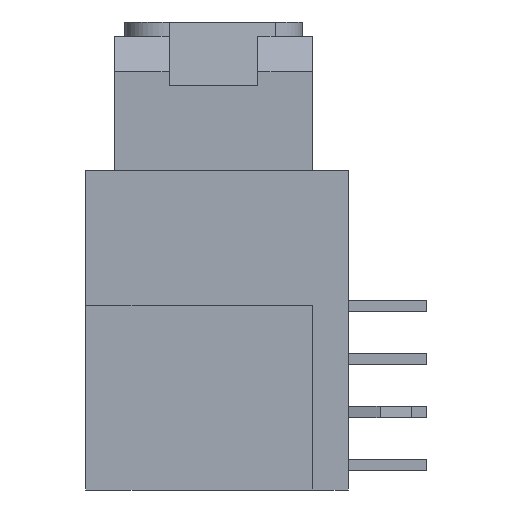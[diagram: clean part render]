
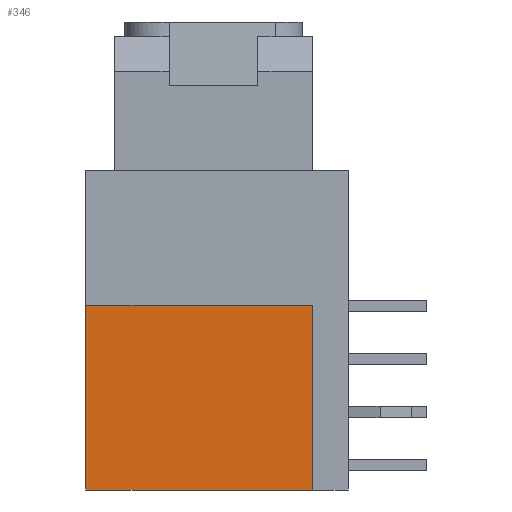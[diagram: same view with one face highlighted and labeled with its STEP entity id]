
A CAD part, left-side view. The second image highlights one B-rep face of the part: STEP entity #346.
In plain terms, the highlighted planar face has unit normal (-1, 0, 0).
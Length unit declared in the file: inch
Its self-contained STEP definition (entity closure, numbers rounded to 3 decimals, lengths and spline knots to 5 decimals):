
#346=ADVANCED_FACE('',(#899),#624,.T.);
#624=PLANE('',#5158);
#899=FACE_OUTER_BOUND('',#1210,.T.);
#1210=EDGE_LOOP('',(#2332,#2333,#2334,#2335));
#2332=ORIENTED_EDGE('',*,*,#3980,.F.);
#2333=ORIENTED_EDGE('',*,*,#3981,.F.);
#2334=ORIENTED_EDGE('',*,*,#3982,.F.);
#2335=ORIENTED_EDGE('',*,*,#3983,.T.);
#3300=VERTEX_POINT('',#8702);
#3301=VERTEX_POINT('',#8703);
#3302=VERTEX_POINT('',#8708);
#3303=VERTEX_POINT('',#8713);
#3980=EDGE_CURVE('',#3300,#3301,#4760,.T.);
#3981=EDGE_CURVE('',#3302,#3300,#4761,.T.);
#3982=EDGE_CURVE('',#3303,#3302,#4762,.T.);
#3983=EDGE_CURVE('',#3303,#3301,#4763,.T.);
#4760=B_SPLINE_CURVE_WITH_KNOTS('',3,(#8698,#8699,#8700,#8701),.UNSPECIFIED.,
.F.,.F.,(4,4),(0.,1.),.UNSPECIFIED.);
#4761=B_SPLINE_CURVE_WITH_KNOTS('',3,(#8704,#8705,#8706,#8707),.UNSPECIFIED.,
.F.,.F.,(4,4),(0.,1.),.UNSPECIFIED.);
#4762=B_SPLINE_CURVE_WITH_KNOTS('',3,(#8709,#8710,#8711,#8712),.UNSPECIFIED.,
.F.,.F.,(4,4),(0.,1.),.UNSPECIFIED.);
#4763=B_SPLINE_CURVE_WITH_KNOTS('',3,(#8714,#8715,#8716,#8717),.UNSPECIFIED.,
.F.,.F.,(4,4),(0.,1.),.UNSPECIFIED.);
#5158=AXIS2_PLACEMENT_3D('',#8718,#5628,#5629);
#5628=DIRECTION('',(-1.,0.,0.));
#5629=DIRECTION('',(0.,0.,1.));
#8698=CARTESIAN_POINT('',(-0.425,0.37,-0.1475));
#8699=CARTESIAN_POINT('',(-0.425,0.37,-0.06083));
#8700=CARTESIAN_POINT('',(-0.425,0.37,0.02583));
#8701=CARTESIAN_POINT('',(-0.425,0.37,0.1125));
#8702=CARTESIAN_POINT('',(-0.425,0.37,-0.1475));
#8703=CARTESIAN_POINT('',(-0.425,0.37,0.1125));
#8704=CARTESIAN_POINT('',(-0.425,0.05,-0.1475));
#8705=CARTESIAN_POINT('',(-0.425,0.15667,-0.1475));
#8706=CARTESIAN_POINT('',(-0.425,0.26333,-0.1475));
#8707=CARTESIAN_POINT('',(-0.425,0.37,-0.1475));
#8708=CARTESIAN_POINT('',(-0.425,0.05,-0.1475));
#8709=CARTESIAN_POINT('',(-0.425,0.05,0.1125));
#8710=CARTESIAN_POINT('',(-0.425,0.05,0.02583));
#8711=CARTESIAN_POINT('',(-0.425,0.05,-0.06083));
#8712=CARTESIAN_POINT('',(-0.425,0.05,-0.1475));
#8713=CARTESIAN_POINT('',(-0.425,0.05,0.1125));
#8714=CARTESIAN_POINT('',(-0.425,0.05,0.1125));
#8715=CARTESIAN_POINT('',(-0.425,0.15667,0.1125));
#8716=CARTESIAN_POINT('',(-0.425,0.26333,0.1125));
#8717=CARTESIAN_POINT('',(-0.425,0.37,0.1125));
#8718=CARTESIAN_POINT('',(-0.425,-0.11,-0.2775));
